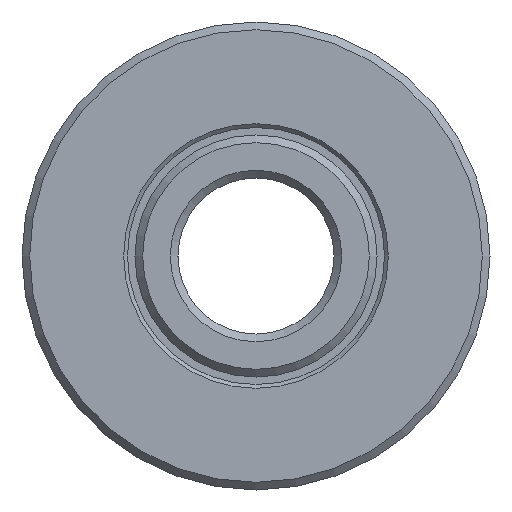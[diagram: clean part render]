
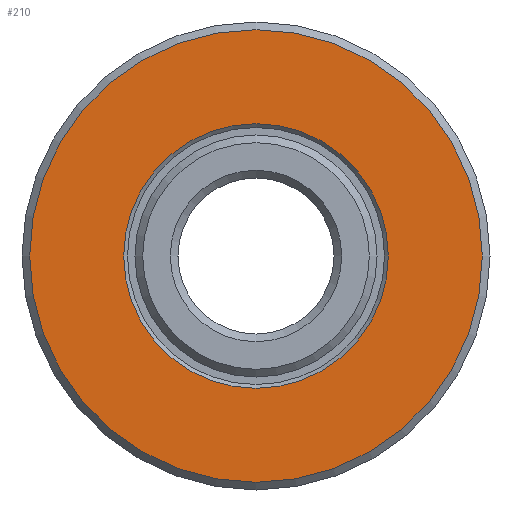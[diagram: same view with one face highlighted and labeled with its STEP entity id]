
A CAD part, left-side view. The second image highlights one B-rep face of the part: STEP entity #210.
In plain terms, the highlighted planar face has unit normal (-1, 0, 0).
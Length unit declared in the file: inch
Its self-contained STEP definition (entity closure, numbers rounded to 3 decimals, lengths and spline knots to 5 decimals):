
#25=FACE_BOUND('',#57,.T.);
#29=PLANE('',#249);
#39=FACE_OUTER_BOUND('',#56,.T.);
#56=EDGE_LOOP('',(#171));
#57=EDGE_LOOP('',(#172));
#95=CIRCLE('',#248,0.17223);
#96=CIRCLE('',#250,0.2945);
#110=VERTEX_POINT('',#371);
#111=VERTEX_POINT('',#375);
#131=EDGE_CURVE('',#110,#110,#95,.T.);
#132=EDGE_CURVE('',#111,#111,#96,.T.);
#171=ORIENTED_EDGE('',*,*,#132,.F.);
#172=ORIENTED_EDGE('',*,*,#131,.T.);
#210=ADVANCED_FACE('',(#39,#25),#29,.T.);
#248=AXIS2_PLACEMENT_3D('',#373,#305,#306);
#249=AXIS2_PLACEMENT_3D('',#374,#307,#308);
#250=AXIS2_PLACEMENT_3D('',#376,#309,#310);
#305=DIRECTION('center_axis',(1.,0.,0.));
#306=DIRECTION('ref_axis',(0.,0.,-1.));
#307=DIRECTION('center_axis',(-1.,0.,0.));
#308=DIRECTION('ref_axis',(0.,0.,1.));
#309=DIRECTION('center_axis',(1.,0.,0.));
#310=DIRECTION('ref_axis',(0.,0.,-1.));
#371=CARTESIAN_POINT('',(0.32,-0.17223,0.));
#373=CARTESIAN_POINT('Origin',(0.32,0.,0.));
#374=CARTESIAN_POINT('Origin',(0.32,0.2945,0.));
#375=CARTESIAN_POINT('',(0.32,-0.2945,0.));
#376=CARTESIAN_POINT('Origin',(0.32,0.,0.));
